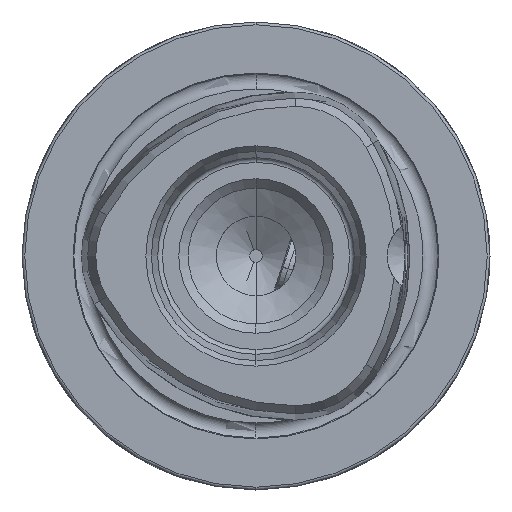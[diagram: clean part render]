
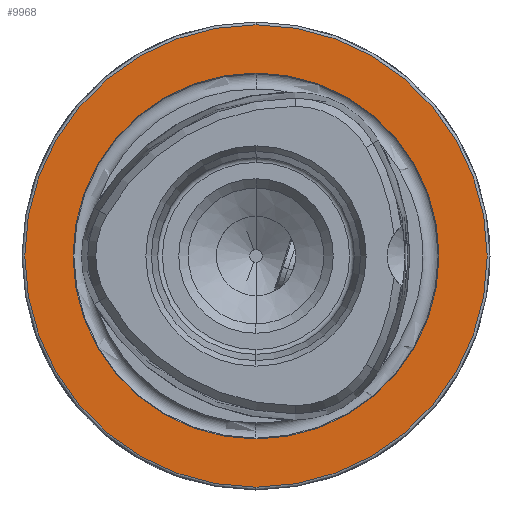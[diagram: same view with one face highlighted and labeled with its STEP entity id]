
A CAD part, left-side view. The second image highlights one B-rep face of the part: STEP entity #9968.
In plain terms, the highlighted planar face has unit normal (-1, 0, 0).
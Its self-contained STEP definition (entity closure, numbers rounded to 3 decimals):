
#1616 = AXIS2_PLACEMENT_3D ( 'NONE', #3509, #3511, #3549 ) ;
#1687 = CARTESIAN_POINT ( 'NONE',  ( 0., 0., 19.55 ) ) ;
#2052 = CARTESIAN_POINT ( 'NONE',  ( 0., 19.55, 0. ) ) ;
#2055 = PLANE ( 'NONE',  #6903 ) ;
#2057 = DIRECTION ( 'NONE',  ( 1., 0., 0. ) ) ;
#2058 = DIRECTION ( 'NONE',  ( 0., 0., -1. ) ) ;
#2694 = EDGE_LOOP ( 'NONE', ( #8918, #9046 ) ) ;
#2748 = EDGE_LOOP ( 'NONE', ( #9030, #8846 ) ) ;
#3264 = CIRCLE ( 'NONE', #1616, 19.55 ) ;
#3280 = CIRCLE ( 'NONE', #5875, 24.7 ) ;
#3442 = CIRCLE ( 'NONE', #5931, 24.7 ) ;
#3444 = CIRCLE ( 'NONE', #5933, 19.55 ) ;
#3509 = CARTESIAN_POINT ( 'NONE',  ( 0., 0., 0. ) ) ;
#3511 = DIRECTION ( 'NONE',  ( -1., 0., 0. ) ) ;
#3516 = DIRECTION ( 'NONE',  ( -1., 0., 0. ) ) ;
#3545 = DIRECTION ( 'NONE',  ( 0., 0., 1. ) ) ;
#3549 = DIRECTION ( 'NONE',  ( 0., 0., 1. ) ) ;
#3578 = CARTESIAN_POINT ( 'NONE',  ( 0., 0., 0. ) ) ;
#3645 = EDGE_CURVE ( 'NONE', #4128, #4368, #3264, .T. ) ;
#3656 = EDGE_CURVE ( 'NONE', #4370, #4253, #3280, .T. ) ;
#4128 = VERTEX_POINT ( 'NONE', #1687 ) ;
#4253 = VERTEX_POINT ( 'NONE', #4823 ) ;
#4368 = VERTEX_POINT ( 'NONE', #9466 ) ;
#4370 = VERTEX_POINT ( 'NONE', #9445 ) ;
#4823 = CARTESIAN_POINT ( 'NONE',  ( 0., 0., 24.7 ) ) ;
#5291 = EDGE_CURVE ( 'NONE', #4253, #4370, #3442, .T. ) ;
#5296 = EDGE_CURVE ( 'NONE', #4368, #4128, #3444, .T. ) ;
#5875 = AXIS2_PLACEMENT_3D ( 'NONE', #3578, #3516, #3545 ) ;
#5931 = AXIS2_PLACEMENT_3D ( 'NONE', #6497, #6498, #6499 ) ;
#5933 = AXIS2_PLACEMENT_3D ( 'NONE', #6540, #6541, #6542 ) ;
#6497 = CARTESIAN_POINT ( 'NONE',  ( 0., 0., 0. ) ) ;
#6498 = DIRECTION ( 'NONE',  ( -1., 0., 0. ) ) ;
#6499 = DIRECTION ( 'NONE',  ( 0., 0., 1. ) ) ;
#6540 = CARTESIAN_POINT ( 'NONE',  ( 0., 0., 0. ) ) ;
#6541 = DIRECTION ( 'NONE',  ( -1., 0., 0. ) ) ;
#6542 = DIRECTION ( 'NONE',  ( 0., 0., 1. ) ) ;
#6903 = AXIS2_PLACEMENT_3D ( 'NONE', #2052, #2057, #2058 ) ;
#8432 = FACE_OUTER_BOUND ( 'NONE', #2694, .T. ) ;
#8437 = FACE_BOUND ( 'NONE', #2748, .T. ) ;
#8846 = ORIENTED_EDGE ( 'NONE', *, *, #5296, .F. ) ;
#8918 = ORIENTED_EDGE ( 'NONE', *, *, #5291, .T. ) ;
#9030 = ORIENTED_EDGE ( 'NONE', *, *, #3645, .F. ) ;
#9046 = ORIENTED_EDGE ( 'NONE', *, *, #3656, .T. ) ;
#9445 = CARTESIAN_POINT ( 'NONE',  ( 0., 0., -24.7 ) ) ;
#9466 = CARTESIAN_POINT ( 'NONE',  ( 0., 0., -19.55 ) ) ;
#9968 = ADVANCED_FACE ( 'NONE', ( #8437, #8432 ), #2055, .F. ) ;
